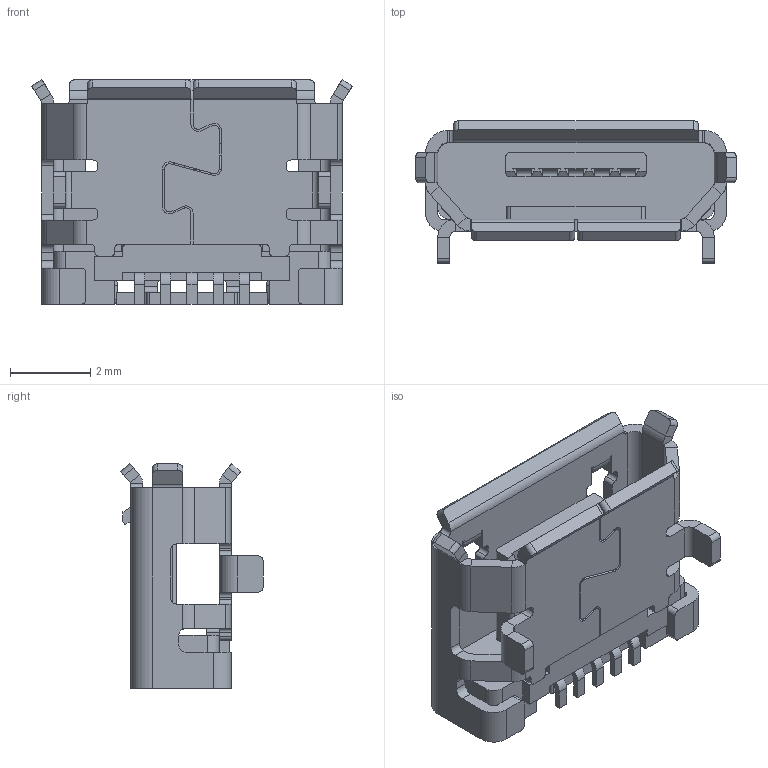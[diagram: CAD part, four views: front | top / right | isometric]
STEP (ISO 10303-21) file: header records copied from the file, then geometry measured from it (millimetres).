
FILE_DESCRIPTION (( 'STEP AP214' ), '1' );
FILE_NAME ('2013499-1.STEP', '2020-04-17T17:57:37', ( '' ), ( '' ), 'SwSTEP 2.0', 'SolidWorks 2017', '' );
FILE_SCHEMA (( 'AUTOMOTIVE_DESIGN' ));
Length unit declared in the file: millimetre
Products named in the file (1): 2013499-1
Bounding box: 8 x 3.56 x 5.6 mm (x, y, z)
Volume: 42.5 mm3; surface area: 294.8 mm2
Topology: 12 solids, 12 shells, 533 faces, 1408 edges, 894 vertices
Faces by surface type: plane 362, cylinder 171
Entity records: 16457 total; most frequent: CARTESIAN_POINT 2872, ORIENTED_EDGE 2816, DIRECTION 2806, EDGE_CURVE 1408, VECTOR 1062, LINE 1062, VERTEX_POINT 894, AXIS2_PLACEMENT_3D 872
